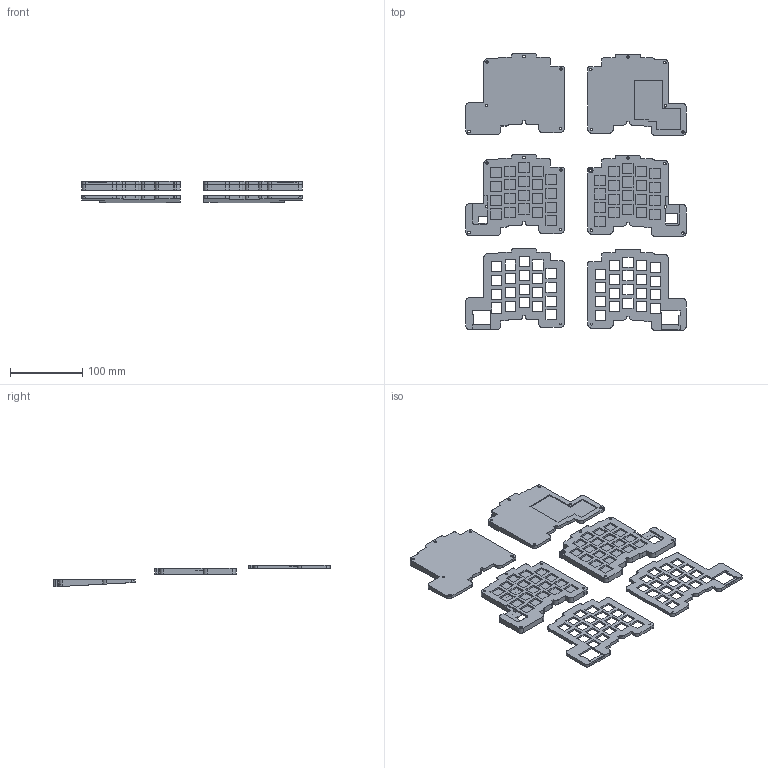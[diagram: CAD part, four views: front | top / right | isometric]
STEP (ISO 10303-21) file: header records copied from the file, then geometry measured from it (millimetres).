
FILE_DESCRIPTION(/* description */ ('KiCad electronic assembly'),/* implementation_level */ '2;1');
FILE_NAME(/* name */ '3D Printed Parts only.step',/* time_stamp */ '2025-12-27T19:04:43Z',/* author */ (''),/* organization */ (''),/* preprocessor_version */ 'ST-DEVELOPER v20.1',/* originating_system */ 'Autodesk Translation Framework v14.21.0.0',/* authorisation */ '');
FILE_SCHEMA (('AUTOMOTIVE_DESIGN { 1 0 10303 214 3 1 1 }'));
Length unit declared in the file: millimetre
Products named in the file (11): Split Keyboard 1; 2025-12-27-03-04-06-680; 2025-12-27-19-01-44-123; 2025-12-27-04-34-51-880; 2025-12-27-19-01-59-494; 2025-12-27-04-35-04-599; 2025-12-27-19-02-24-573; 2025-12-27-04-35-22-239; 2025-12-27-19-02-34-673; 2025-12-27-04-35-39-599; 2025-12-27-19-02-43-682
Assembly tree (10 placements, depth 3):
  Split Keyboard 1
    2025-12-27-03-04-06-680
      2025-12-27-19-01-44-123
    2025-12-27-04-34-51-880
      2025-12-27-19-01-59-494
    2025-12-27-04-35-04-599
      2025-12-27-19-02-24-573
    2025-12-27-04-35-22-239
      2025-12-27-19-02-34-673
    2025-12-27-04-35-39-599
      2025-12-27-19-02-43-682
Bounding box: 304.83 x 382.66 x 29.94 mm (x, y, z)
Volume: 350826.3 mm3; surface area: 164305.1 mm2
Topology: 6 solids, 6 shells, 850 faces, 2333 edges, 1552 vertices
Faces by surface type: plane 695, cylinder 134, bspline 21
Full cylindrical faces by diameter (mm): 3.4 x36, 5.996 x1, 6 x3
Entity records: 27819 total; most frequent: CARTESIAN_POINT 5427, ORIENTED_EDGE 4666, DIRECTION 4324, EDGE_CURVE 2333, LINE 1994, VECTOR 1994, VERTEX_POINT 1552, AXIS2_PLACEMENT_3D 1165
